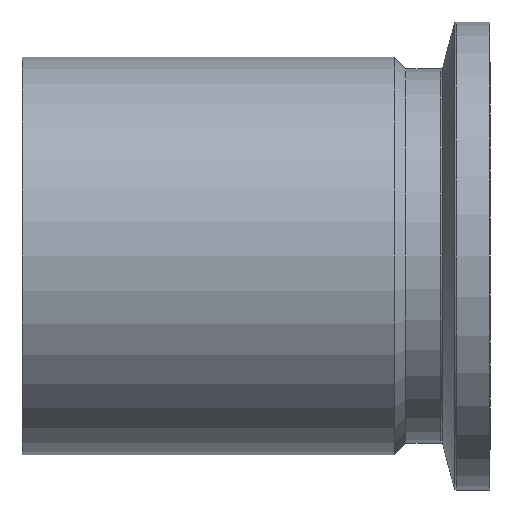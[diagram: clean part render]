
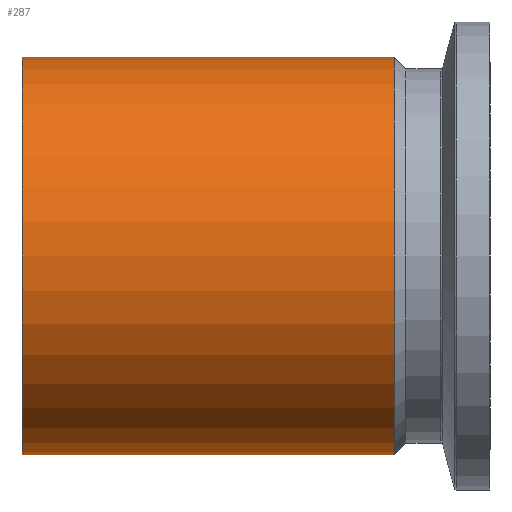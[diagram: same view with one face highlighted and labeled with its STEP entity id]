
A CAD part, front view. The second image highlights one B-rep face of the part: STEP entity #287.
In plain terms, the highlighted cylindrical face has radius 17 mm (diameter 34 mm), a full revolution.
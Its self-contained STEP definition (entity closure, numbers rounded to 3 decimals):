
#10 = AXIS2_PLACEMENT_3D ( 'NONE', #225, #184, #156 ) ;
#30 = VERTEX_POINT ( 'NONE', #69 ) ;
#53 = CYLINDRICAL_SURFACE ( 'NONE', #95, 17. ) ;
#67 = DIRECTION ( 'NONE',  ( 0., 0., 1. ) ) ;
#69 = CARTESIAN_POINT ( 'NONE',  ( -8.2, 0., 17. ) ) ;
#88 = DIRECTION ( 'NONE',  ( -1., 0., 0. ) ) ;
#91 = ORIENTED_EDGE ( 'NONE', *, *, #214, .F. ) ;
#95 = AXIS2_PLACEMENT_3D ( 'NONE', #183, #88, #246 ) ;
#98 = VERTEX_POINT ( 'NONE', #228 ) ;
#113 = EDGE_LOOP ( 'NONE', ( #204 ) ) ;
#134 = CIRCLE ( 'NONE', #138, 17. ) ;
#138 = AXIS2_PLACEMENT_3D ( 'NONE', #180, #203, #67 ) ;
#148 = FACE_OUTER_BOUND ( 'NONE', #260, .T. ) ;
#155 = FACE_OUTER_BOUND ( 'NONE', #113, .T. ) ;
#156 = DIRECTION ( 'NONE',  ( 0., 0., 1. ) ) ;
#180 = CARTESIAN_POINT ( 'NONE',  ( -8.2, 0., 0. ) ) ;
#183 = CARTESIAN_POINT ( 'NONE',  ( 0., 0., 0. ) ) ;
#184 = DIRECTION ( 'NONE',  ( -1., 0., 0. ) ) ;
#203 = DIRECTION ( 'NONE',  ( -1., 0., 0. ) ) ;
#204 = ORIENTED_EDGE ( 'NONE', *, *, #255, .T. ) ;
#214 = EDGE_CURVE ( 'NONE', #98, #98, #289, .T. ) ;
#225 = CARTESIAN_POINT ( 'NONE',  ( -40., 0., 0. ) ) ;
#228 = CARTESIAN_POINT ( 'NONE',  ( -40., 0., 17. ) ) ;
#246 = DIRECTION ( 'NONE',  ( 0., 0., 1. ) ) ;
#255 = EDGE_CURVE ( 'NONE', #30, #30, #134, .T. ) ;
#260 = EDGE_LOOP ( 'NONE', ( #91 ) ) ;
#287 = ADVANCED_FACE ( 'NONE', ( #155, #148 ), #53, .T. ) ;
#289 = CIRCLE ( 'NONE', #10, 17. ) ;
